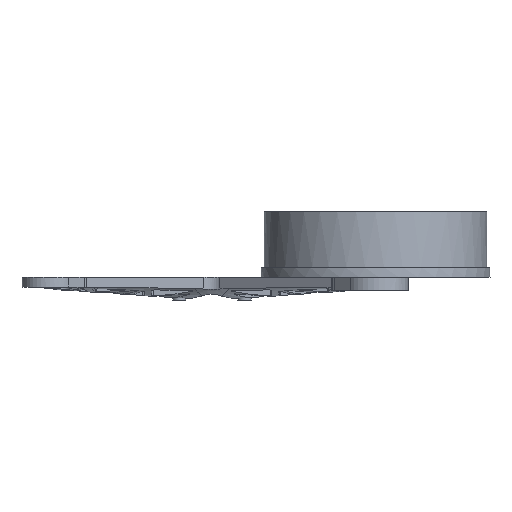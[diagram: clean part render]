
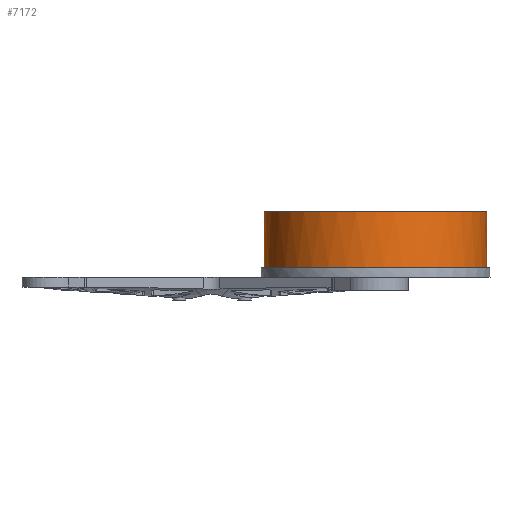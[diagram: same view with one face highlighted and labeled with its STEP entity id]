
A CAD part, left-side view. The second image highlights one B-rep face of the part: STEP entity #7172.
In plain terms, the highlighted cylindrical face has radius 34 mm (diameter 68 mm), a full revolution.
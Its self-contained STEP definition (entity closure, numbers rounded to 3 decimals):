
#359=CYLINDRICAL_SURFACE('',#7738,34.);
#962=LINE('',#16337,#1492);
#963=LINE('',#16341,#1493);
#964=LINE('',#16346,#1494);
#1492=VECTOR('',#9332,35.);
#1493=VECTOR('',#9335,10.);
#1494=VECTOR('',#9340,10.);
#1767=CIRCLE('',#7739,34.);
#1768=CIRCLE('',#7740,34.);
#1769=CIRCLE('',#7741,34.);
#1770=CIRCLE('',#7742,34.);
#1771=CIRCLE('',#7743,34.);
#2123=FACE_OUTER_BOUND('',#2610,.T.);
#2610=EDGE_LOOP('',(#6602,#6603,#6604,#6605,#6606,#6607,#6608,#6609,#6610,
#6611,#6612));
#2930=B_SPLINE_CURVE_WITH_KNOTS('',3,(#16290,#16291,#16292,#16293,#16294,
#16295,#16296,#16297,#16298,#16299),.UNSPECIFIED.,.F.,.F.,(4,2,2,2,4),(0.,
0.094,0.188,0.283,0.377),
 .UNSPECIFIED.);
#2932=B_SPLINE_CURVE_WITH_KNOTS('',3,(#16323,#16324,#16325,#16326,#16327,
#16328,#16329,#16330,#16331,#16332),.UNSPECIFIED.,.F.,.F.,(4,2,2,2,4),(0.377,
0.471,0.565,0.659,0.754),
 .UNSPECIFIED.);
#3587=VERTEX_POINT('',#16288);
#3588=VERTEX_POINT('',#16289);
#3591=VERTEX_POINT('',#16321);
#3592=VERTEX_POINT('',#16334);
#3593=VERTEX_POINT('',#16336);
#3594=VERTEX_POINT('',#16338);
#3595=VERTEX_POINT('',#16340);
#3596=VERTEX_POINT('',#16343);
#3597=VERTEX_POINT('',#16345);
#4609=EDGE_CURVE('',#3587,#3588,#2930,.T.);
#4613=EDGE_CURVE('',#3588,#3591,#2932,.T.);
#4614=EDGE_CURVE('',#3592,#3592,#1767,.F.);
#4615=EDGE_CURVE('',#3592,#3593,#962,.T.);
#4616=EDGE_CURVE('',#3593,#3594,#1768,.T.);
#4617=EDGE_CURVE('',#3594,#3595,#963,.T.);
#4618=EDGE_CURVE('',#3595,#3587,#1769,.T.);
#4619=EDGE_CURVE('',#3591,#3596,#1770,.T.);
#4620=EDGE_CURVE('',#3596,#3597,#964,.T.);
#4621=EDGE_CURVE('',#3597,#3593,#1771,.T.);
#6602=ORIENTED_EDGE('',*,*,#4614,.F.);
#6603=ORIENTED_EDGE('',*,*,#4615,.T.);
#6604=ORIENTED_EDGE('',*,*,#4616,.T.);
#6605=ORIENTED_EDGE('',*,*,#4617,.T.);
#6606=ORIENTED_EDGE('',*,*,#4618,.T.);
#6607=ORIENTED_EDGE('',*,*,#4609,.T.);
#6608=ORIENTED_EDGE('',*,*,#4613,.T.);
#6609=ORIENTED_EDGE('',*,*,#4619,.T.);
#6610=ORIENTED_EDGE('',*,*,#4620,.T.);
#6611=ORIENTED_EDGE('',*,*,#4621,.T.);
#6612=ORIENTED_EDGE('',*,*,#4615,.F.);
#7172=ADVANCED_FACE('',(#2123),#359,.T.);
#7738=AXIS2_PLACEMENT_3D('',#16333,#9328,#9329);
#7739=AXIS2_PLACEMENT_3D('',#16335,#9330,#9331);
#7740=AXIS2_PLACEMENT_3D('',#16339,#9333,#9334);
#7741=AXIS2_PLACEMENT_3D('',#16342,#9336,#9337);
#7742=AXIS2_PLACEMENT_3D('',#16344,#9338,#9339);
#7743=AXIS2_PLACEMENT_3D('',#16347,#9341,#9342);
#9328=DIRECTION('center_axis',(0.,0.,1.));
#9329=DIRECTION('ref_axis',(-1.,0.,0.));
#9330=DIRECTION('center_axis',(0.,0.,-1.));
#9331=DIRECTION('ref_axis',(-1.,0.,0.));
#9332=DIRECTION('',(0.,0.,-1.));
#9333=DIRECTION('center_axis',(0.,0.,1.));
#9334=DIRECTION('ref_axis',(-1.,0.,0.));
#9335=DIRECTION('',(0.,0.,1.));
#9336=DIRECTION('center_axis',(0.,0.,1.));
#9337=DIRECTION('ref_axis',(-1.,0.,0.));
#9338=DIRECTION('center_axis',(0.,0.,1.));
#9339=DIRECTION('ref_axis',(-1.,0.,0.));
#9340=DIRECTION('',(0.,0.,-1.));
#9341=DIRECTION('center_axis',(0.,0.,1.));
#9342=DIRECTION('ref_axis',(-1.,0.,0.));
#16288=CARTESIAN_POINT('',(-24.256,-27.791,6.));
#16289=CARTESIAN_POINT('',(-25.958,-25.958,8.5));
#16290=CARTESIAN_POINT('Ctrl Pts',(-24.256,-27.791,6.));
#16291=CARTESIAN_POINT('Ctrl Pts',(-24.256,-27.791,6.314));
#16292=CARTESIAN_POINT('Ctrl Pts',(-24.297,-27.743,6.649));
#16293=CARTESIAN_POINT('Ctrl Pts',(-24.465,-27.551,
7.265));
#16294=CARTESIAN_POINT('Ctrl Pts',(-24.592,-27.406,
7.546));
#16295=CARTESIAN_POINT('Ctrl Pts',(-24.89,-27.076,
7.99));
#16296=CARTESIAN_POINT('Ctrl Pts',(-25.08,-26.868,
8.182));
#16297=CARTESIAN_POINT('Ctrl Pts',(-25.503,-26.421,
8.437));
#16298=CARTESIAN_POINT('Ctrl Pts',(-25.736,-26.18,
8.5));
#16299=CARTESIAN_POINT('Ctrl Pts',(-25.958,-25.958,
8.5));
#16321=CARTESIAN_POINT('',(-27.791,-24.256,6.));
#16323=CARTESIAN_POINT('Ctrl Pts',(-25.958,-25.958,
8.5));
#16324=CARTESIAN_POINT('Ctrl Pts',(-26.18,-25.736,
8.5));
#16325=CARTESIAN_POINT('Ctrl Pts',(-26.421,-25.503,
8.437));
#16326=CARTESIAN_POINT('Ctrl Pts',(-26.868,-25.08,
8.182));
#16327=CARTESIAN_POINT('Ctrl Pts',(-27.076,-24.89,
7.99));
#16328=CARTESIAN_POINT('Ctrl Pts',(-27.406,-24.592,
7.546));
#16329=CARTESIAN_POINT('Ctrl Pts',(-27.551,-24.465,
7.265));
#16330=CARTESIAN_POINT('Ctrl Pts',(-27.743,-24.297,6.649));
#16331=CARTESIAN_POINT('Ctrl Pts',(-27.791,-24.256,6.314));
#16332=CARTESIAN_POINT('Ctrl Pts',(-27.791,-24.256,6.));
#16333=CARTESIAN_POINT('Origin',(-50.,-50.,0.));
#16334=CARTESIAN_POINT('',(-16.,-50.,20.));
#16335=CARTESIAN_POINT('Origin',(-50.,-50.,20.));
#16336=CARTESIAN_POINT('',(-16.,-50.,3.));
#16337=CARTESIAN_POINT('',(-16.,-50.,0.));
#16338=CARTESIAN_POINT('',(-21.294,-31.781,3.));
#16339=CARTESIAN_POINT('Origin',(-50.,-50.,3.));
#16340=CARTESIAN_POINT('',(-21.294,-31.781,6.));
#16341=CARTESIAN_POINT('',(-21.294,-31.781,0.));
#16342=CARTESIAN_POINT('Origin',(-50.,-50.,6.));
#16343=CARTESIAN_POINT('',(-31.781,-21.294,6.));
#16344=CARTESIAN_POINT('Origin',(-50.,-50.,6.));
#16345=CARTESIAN_POINT('',(-31.781,-21.294,3.));
#16346=CARTESIAN_POINT('',(-31.781,-21.294,0.));
#16347=CARTESIAN_POINT('Origin',(-50.,-50.,3.));
